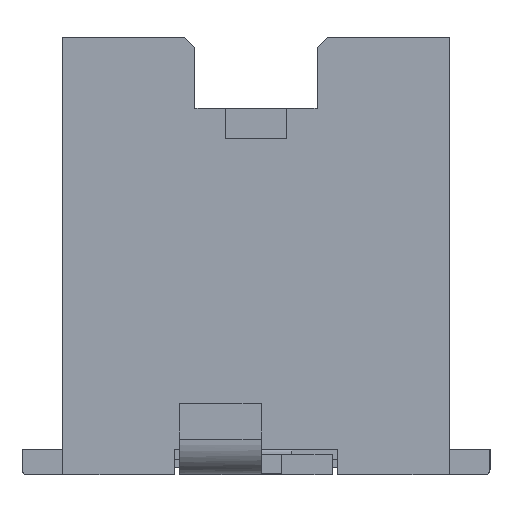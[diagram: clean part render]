
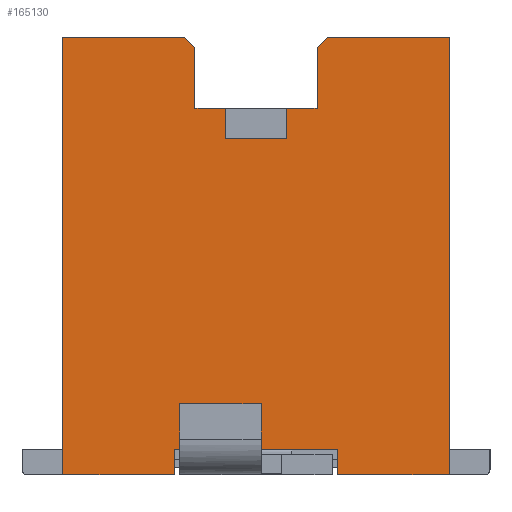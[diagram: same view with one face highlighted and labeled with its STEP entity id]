
A CAD part, left-side view. The second image highlights one B-rep face of the part: STEP entity #165130.
In plain terms, the highlighted planar face has unit normal (-1, 0, 0).
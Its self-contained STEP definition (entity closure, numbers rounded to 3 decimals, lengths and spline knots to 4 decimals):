
#22060=CARTESIAN_POINT('',(18.,76.2,4.3));
#22070=VERTEX_POINT('',#22060);
#22100=CARTESIAN_POINT('',(18.,77.4,4.3));
#22110=DIRECTION('',(0.,-1.,0.));
#22120=VECTOR('',#22110,1.);
#22130=LINE('',#22100,#22120);
#22140=CARTESIAN_POINT('',(18.,77.4,4.3));
#22150=VERTEX_POINT('',#22140);
#22160=EDGE_CURVE('',#22150,#22070,#22130,.T.);
#163600=CARTESIAN_POINT('',(18.,77.4,4.3));
#163610=DIRECTION('',(0.,0.707,-0.707));
#163620=VECTOR('',#163610,1.);
#163630=LINE('',#163600,#163620);
#163640=CARTESIAN_POINT('',(18.,77.5,4.2));
#163650=VERTEX_POINT('',#163640);
#163660=EDGE_CURVE('',#22150,#163650,#163630,.T.);
#163780=CARTESIAN_POINT('',(18.,80.,0.));
#163790=DIRECTION('',(1.,0.,0.));
#163800=DIRECTION('',(0.,-1.,0.));
#163810=AXIS2_PLACEMENT_3D('',#163780,#163790,#163800);
#163820=PLANE('',#163810);
#163830=CARTESIAN_POINT('',(18.,80.,0.));
#163840=DIRECTION('',(0.,-1.,0.));
#163850=VECTOR('',#163840,1.);
#163860=LINE('',#163830,#163850);
#163870=CARTESIAN_POINT('',(18.,80.,0.));
#163880=VERTEX_POINT('',#163870);
#163890=CARTESIAN_POINT('',(18.,78.9,0.));
#163900=VERTEX_POINT('',#163890);
#163910=EDGE_CURVE('',#163880,#163900,#163860,.T.);
#163920=ORIENTED_EDGE('',*,*,#163910,.T.);
#163930=CARTESIAN_POINT('',(18.,80.,4.3));
#163940=DIRECTION('',(0.,0.,-1.));
#163950=VECTOR('',#163940,1.);
#163960=LINE('',#163930,#163950);
#163970=CARTESIAN_POINT('',(18.,80.,4.3));
#163980=VERTEX_POINT('',#163970);
#163990=EDGE_CURVE('',#163980,#163880,#163960,.T.);
#164000=ORIENTED_EDGE('',*,*,#163990,.T.);
#164010=CARTESIAN_POINT('',(18.,80.,4.3));
#164020=DIRECTION('',(0.,-1.,0.));
#164030=VECTOR('',#164020,1.);
#164040=LINE('',#164010,#164030);
#164050=CARTESIAN_POINT('',(18.,78.8,4.3));
#164060=VERTEX_POINT('',#164050);
#164070=EDGE_CURVE('',#163980,#164060,#164040,.T.);
#164080=ORIENTED_EDGE('',*,*,#164070,.F.);
#164090=CARTESIAN_POINT('',(18.,78.7,4.2));
#164100=DIRECTION('',(0.,0.707,0.707));
#164110=VECTOR('',#164100,1.);
#164120=LINE('',#164090,#164110);
#164130=CARTESIAN_POINT('',(18.,78.7,4.2));
#164140=VERTEX_POINT('',#164130);
#164150=EDGE_CURVE('',#164140,#164060,#164120,.T.);
#164160=ORIENTED_EDGE('',*,*,#164150,.T.);
#164170=CARTESIAN_POINT('',(18.,78.7,3.6));
#164180=DIRECTION('',(0.,0.,1.));
#164190=VECTOR('',#164180,1.);
#164200=LINE('',#164170,#164190);
#164210=CARTESIAN_POINT('',(18.,78.7,3.6));
#164220=VERTEX_POINT('',#164210);
#164230=EDGE_CURVE('',#164220,#164140,#164200,.T.);
#164240=ORIENTED_EDGE('',*,*,#164230,.T.);
#164250=CARTESIAN_POINT('',(18.,78.4,3.6));
#164260=DIRECTION('',(0.,1.,0.));
#164270=VECTOR('',#164260,1.);
#164280=LINE('',#164250,#164270);
#164290=CARTESIAN_POINT('',(18.,78.4,3.6));
#164300=VERTEX_POINT('',#164290);
#164310=EDGE_CURVE('',#164300,#164220,#164280,.T.);
#164320=ORIENTED_EDGE('',*,*,#164310,.T.);
#164330=CARTESIAN_POINT('',(18.,78.4,3.3));
#164340=DIRECTION('',(0.,0.,1.));
#164350=VECTOR('',#164340,1.);
#164360=LINE('',#164330,#164350);
#164370=CARTESIAN_POINT('',(18.,78.4,3.3));
#164380=VERTEX_POINT('',#164370);
#164390=EDGE_CURVE('',#164380,#164300,#164360,.T.);
#164400=ORIENTED_EDGE('',*,*,#164390,.T.);
#164410=CARTESIAN_POINT('',(18.,77.8,3.3));
#164420=DIRECTION('',(0.,1.,0.));
#164430=VECTOR('',#164420,1.);
#164440=LINE('',#164410,#164430);
#164450=CARTESIAN_POINT('',(18.,77.8,3.3));
#164460=VERTEX_POINT('',#164450);
#164470=EDGE_CURVE('',#164460,#164380,#164440,.T.);
#164480=ORIENTED_EDGE('',*,*,#164470,.T.);
#164490=CARTESIAN_POINT('',(18.,77.8,3.6));
#164500=DIRECTION('',(0.,0.,-1.));
#164510=VECTOR('',#164500,1.);
#164520=LINE('',#164490,#164510);
#164530=CARTESIAN_POINT('',(18.,77.8,3.6));
#164540=VERTEX_POINT('',#164530);
#164550=EDGE_CURVE('',#164540,#164460,#164520,.T.);
#164560=ORIENTED_EDGE('',*,*,#164550,.T.);
#164570=CARTESIAN_POINT('',(18.,77.5,3.6));
#164580=DIRECTION('',(0.,1.,0.));
#164590=VECTOR('',#164580,1.);
#164600=LINE('',#164570,#164590);
#164610=CARTESIAN_POINT('',(18.,77.5,3.6));
#164620=VERTEX_POINT('',#164610);
#164630=EDGE_CURVE('',#164620,#164540,#164600,.T.);
#164640=ORIENTED_EDGE('',*,*,#164630,.T.);
#164650=CARTESIAN_POINT('',(18.,77.5,4.2));
#164660=DIRECTION('',(0.,0.,-1.));
#164670=VECTOR('',#164660,1.);
#164680=LINE('',#164650,#164670);
#164690=EDGE_CURVE('',#163650,#164620,#164680,.T.);
#164700=ORIENTED_EDGE('',*,*,#164690,.T.);
#164710=ORIENTED_EDGE('',*,*,#163660,.T.);
#164720=ORIENTED_EDGE('',*,*,#22160,.F.);
#164730=CARTESIAN_POINT('',(18.,76.2,4.3));
#164740=DIRECTION('',(0.,0.,-1.));
#164750=VECTOR('',#164740,1.);
#164760=LINE('',#164730,#164750);
#164770=CARTESIAN_POINT('',(18.,76.2,0.));
#164780=VERTEX_POINT('',#164770);
#164790=EDGE_CURVE('',#22070,#164780,#164760,.T.);
#164800=ORIENTED_EDGE('',*,*,#164790,.F.);
#164810=CARTESIAN_POINT('',(18.,77.3,0.));
#164820=DIRECTION('',(0.,-1.,0.));
#164830=VECTOR('',#164820,1.);
#164840=LINE('',#164810,#164830);
#164850=CARTESIAN_POINT('',(18.,77.3,0.));
#164860=VERTEX_POINT('',#164850);
#164870=EDGE_CURVE('',#164860,#164780,#164840,.T.);
#164880=ORIENTED_EDGE('',*,*,#164870,.T.);
#164890=CARTESIAN_POINT('',(18.,77.3,0.25));
#164900=DIRECTION('',(0.,0.,-1.));
#164910=VECTOR('',#164900,1.);
#164920=LINE('',#164890,#164910);
#164930=CARTESIAN_POINT('',(18.,77.3,0.25));
#164940=VERTEX_POINT('',#164930);
#164950=EDGE_CURVE('',#164940,#164860,#164920,.T.);
#164960=ORIENTED_EDGE('',*,*,#164950,.T.);
#164970=CARTESIAN_POINT('',(18.,78.9,0.25));
#164980=DIRECTION('',(0.,-1.,0.));
#164990=VECTOR('',#164980,1.);
#165000=LINE('',#164970,#164990);
#165010=CARTESIAN_POINT('',(18.,78.9,0.25));
#165020=VERTEX_POINT('',#165010);
#165030=EDGE_CURVE('',#165020,#164940,#165000,.T.);
#165040=ORIENTED_EDGE('',*,*,#165030,.T.);
#165050=CARTESIAN_POINT('',(18.,78.9,0.));
#165060=DIRECTION('',(0.,0.,1.));
#165070=VECTOR('',#165060,1.);
#165080=LINE('',#165050,#165070);
#165090=EDGE_CURVE('',#163900,#165020,#165080,.T.);
#165100=ORIENTED_EDGE('',*,*,#165090,.T.);
#165110=EDGE_LOOP('',(#165100,#165040,#164960,#164880,#164800,#164720,
#164710,#164700,#164640,#164560,#164480,#164400,#164320,#164240,#164160,
#164080,#164000,#163920));
#165120=FACE_OUTER_BOUND('',#165110,.T.);
#165130=ADVANCED_FACE('',(#165120),#163820,.F.);
